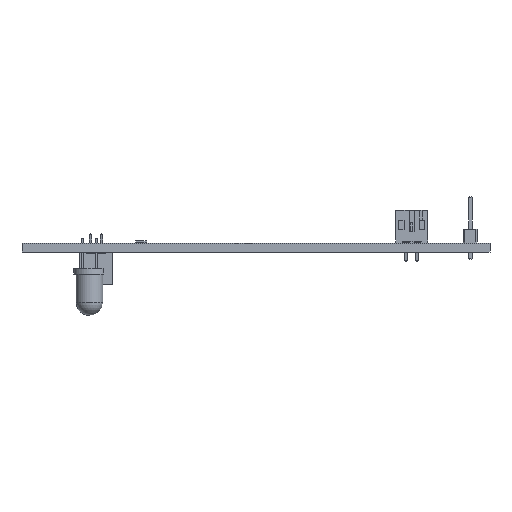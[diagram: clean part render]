
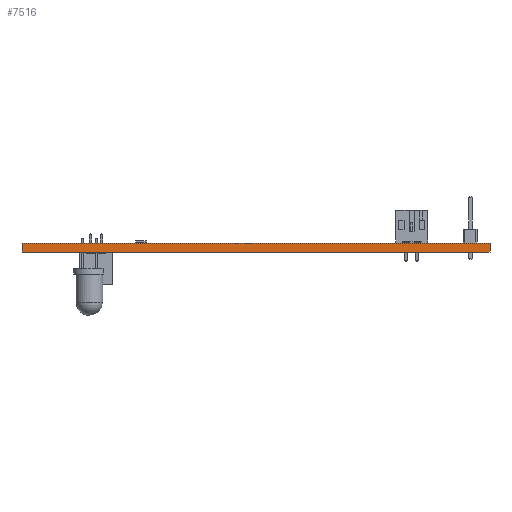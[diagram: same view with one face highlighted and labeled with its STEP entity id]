
A CAD part, front view. The second image highlights one B-rep face of the part: STEP entity #7516.
In plain terms, the highlighted planar face has unit normal (0, -1, 0).
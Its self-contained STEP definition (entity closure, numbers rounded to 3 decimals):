
#6518 = VERTEX_POINT('',#6519);
#6519 = CARTESIAN_POINT('',(168.,-125.6,1.6));
#6525 = EDGE_CURVE('',#6526,#6518,#6528,.T.);
#6526 = VERTEX_POINT('',#6527);
#6527 = CARTESIAN_POINT('',(168.,-125.6,0.));
#6528 = LINE('',#6529,#6530);
#6529 = CARTESIAN_POINT('',(168.,-125.6,0.));
#6530 = VECTOR('',#6531,1.);
#6531 = DIRECTION('',(0.,0.,1.));
#6574 = VERTEX_POINT('',#6575);
#6575 = CARTESIAN_POINT('',(82.,-125.6,0.));
#6581 = EDGE_CURVE('',#6526,#6574,#6582,.T.);
#6582 = LINE('',#6583,#6584);
#6583 = CARTESIAN_POINT('',(168.,-125.6,0.));
#6584 = VECTOR('',#6585,1.);
#6585 = DIRECTION('',(-1.,0.,0.));
#7052 = VERTEX_POINT('',#7053);
#7053 = CARTESIAN_POINT('',(82.,-125.6,1.6));
#7059 = EDGE_CURVE('',#6518,#7052,#7060,.T.);
#7060 = LINE('',#7061,#7062);
#7061 = CARTESIAN_POINT('',(168.,-125.6,1.6));
#7062 = VECTOR('',#7063,1.);
#7063 = DIRECTION('',(-1.,0.,0.));
#7516 = ADVANCED_FACE('',(#7517),#7528,.T.);
#7517 = FACE_BOUND('',#7518,.T.);
#7518 = EDGE_LOOP('',(#7519,#7520,#7521,#7527));
#7519 = ORIENTED_EDGE('',*,*,#6525,.T.);
#7520 = ORIENTED_EDGE('',*,*,#7059,.T.);
#7521 = ORIENTED_EDGE('',*,*,#7522,.F.);
#7522 = EDGE_CURVE('',#6574,#7052,#7523,.T.);
#7523 = LINE('',#7524,#7525);
#7524 = CARTESIAN_POINT('',(82.,-125.6,0.));
#7525 = VECTOR('',#7526,1.);
#7526 = DIRECTION('',(0.,0.,1.));
#7527 = ORIENTED_EDGE('',*,*,#6581,.F.);
#7528 = PLANE('',#7529);
#7529 = AXIS2_PLACEMENT_3D('',#7530,#7531,#7532);
#7530 = CARTESIAN_POINT('',(168.,-125.6,0.));
#7531 = DIRECTION('',(0.,-1.,0.));
#7532 = DIRECTION('',(-1.,0.,0.));
